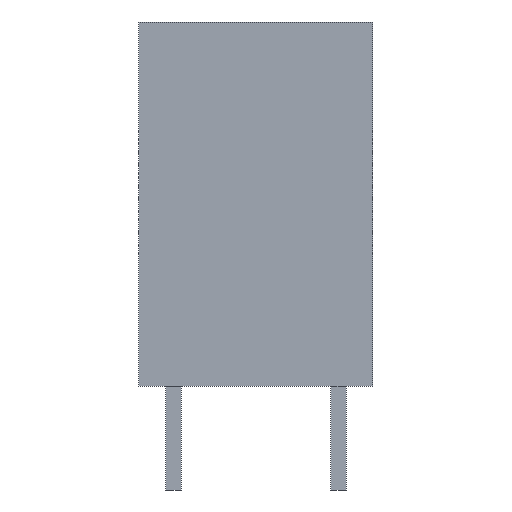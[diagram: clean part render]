
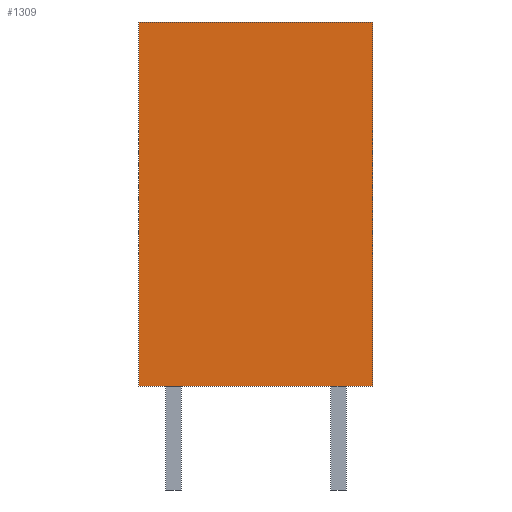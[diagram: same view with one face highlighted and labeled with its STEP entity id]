
A CAD part, front view. The second image highlights one B-rep face of the part: STEP entity #1309.
In plain terms, the highlighted planar face has unit normal (0, -1, 0).
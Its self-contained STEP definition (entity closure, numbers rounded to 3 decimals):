
#47=FACE_OUTER_BOUND($,#127,.T.);
#127=EDGE_LOOP($,(#934,#935,#936,#937));
#241=LINE($,#1918,#421);
#242=LINE($,#1921,#422);
#243=LINE($,#1923,#423);
#244=LINE($,#1924,#424);
#421=VECTOR($,#1560,14.);
#422=VECTOR($,#1563,9.);
#423=VECTOR($,#1564,9.);
#424=VECTOR($,#1565,14.);
#583=VERTEX_POINT($,#1912);
#585=VERTEX_POINT($,#1916);
#586=VERTEX_POINT($,#1920);
#587=VERTEX_POINT($,#1922);
#721=EDGE_CURVE($,#583,#585,#241,.T.);
#722=EDGE_CURVE($,#583,#586,#242,.T.);
#723=EDGE_CURVE($,#587,#585,#243,.T.);
#724=EDGE_CURVE($,#586,#587,#244,.T.);
#934=ORIENTED_EDGE($,*,*,#722,.F.);
#935=ORIENTED_EDGE($,*,*,#721,.T.);
#936=ORIENTED_EDGE($,*,*,#723,.F.);
#937=ORIENTED_EDGE($,*,*,#724,.F.);
#1229=PLANE($,#1408);
#1309=ADVANCED_FACE($,(#47),#1229,.T.);
#1408=AXIS2_PLACEMENT_3D($,#1919,#1561,#1562);
#1560=DIRECTION($,(0.,0.,1.));
#1561=DIRECTION('center_axis',(0.,-1.,0.));
#1562=DIRECTION('ref_axis',(1.,0.,0.));
#1563=DIRECTION($,(-1.,0.,0.));
#1564=DIRECTION($,(1.,0.,0.));
#1565=DIRECTION($,(0.,0.,1.));
#1912=CARTESIAN_POINT('',(4.5,-2.65,0.));
#1916=CARTESIAN_POINT('',(4.5,-2.65,14.));
#1918=CARTESIAN_POINT($,(4.5,-2.65,0.));
#1919=CARTESIAN_POINT('Origin',(-4.5,-2.65,0.));
#1920=CARTESIAN_POINT('',(-4.5,-2.65,0.));
#1921=CARTESIAN_POINT($,(4.5,-2.65,0.));
#1922=CARTESIAN_POINT('',(-4.5,-2.65,14.));
#1923=CARTESIAN_POINT($,(4.5,-2.65,14.));
#1924=CARTESIAN_POINT($,(-4.5,-2.65,0.));
